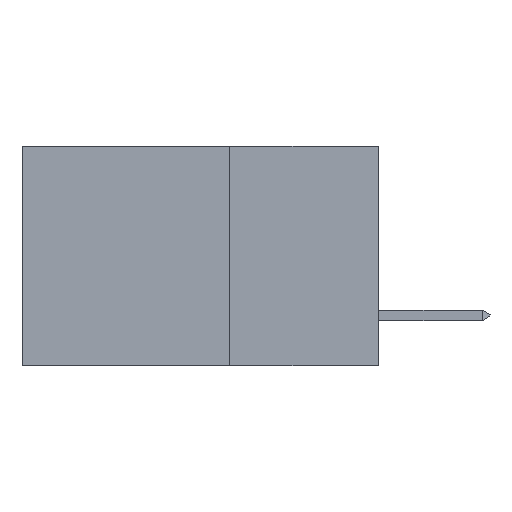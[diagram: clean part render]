
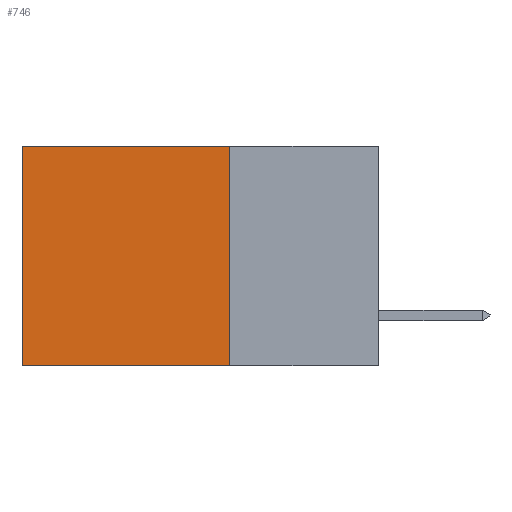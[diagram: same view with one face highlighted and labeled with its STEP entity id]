
A CAD part, left-side view. The second image highlights one B-rep face of the part: STEP entity #746.
In plain terms, the highlighted planar face has unit normal (-1, 0, 0).
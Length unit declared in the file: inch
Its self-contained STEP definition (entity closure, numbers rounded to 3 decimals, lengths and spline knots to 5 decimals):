
#746 = ADVANCED_FACE ( 'NONE', ( #5450 ), #4005, .F. ) ;
#1734 = CARTESIAN_POINT ( 'NONE',  ( 0.2615, 0.25, 0. ) ) ;
#1755 = EDGE_CURVE ( 'NONE', #3371, #1812, #3276, .T. ) ;
#1812 = VERTEX_POINT ( 'NONE', #7288 ) ;
#2147 = ORIENTED_EDGE ( 'NONE', *, *, #1755, .F. ) ;
#2284 = LINE ( 'NONE', #7495, #3645 ) ;
#2315 = EDGE_CURVE ( 'NONE', #1812, #2686, #11799, .T. ) ;
#2686 = VERTEX_POINT ( 'NONE', #6204 ) ;
#2742 = DIRECTION ( 'NONE',  ( 0., 1., 0. ) ) ;
#2828 = LINE ( 'NONE', #15558, #8792 ) ;
#3276 = LINE ( 'NONE', #14982, #7343 ) ;
#3371 = VERTEX_POINT ( 'NONE', #1734 ) ;
#3645 = VECTOR ( 'NONE', #3731, 39.37008 ) ;
#3731 = DIRECTION ( 'NONE',  ( 0., 0., -1. ) ) ;
#4005 = PLANE ( 'NONE',  #16251 ) ;
#4812 = DIRECTION ( 'NONE',  ( 0., 0., -1. ) ) ;
#5450 = FACE_OUTER_BOUND ( 'NONE', #14563, .T. ) ;
#6204 = CARTESIAN_POINT ( 'NONE',  ( 0.2615, 0.6, -0.37 ) ) ;
#6489 = DIRECTION ( 'NONE',  ( 0., 1., 0. ) ) ;
#6631 = VECTOR ( 'NONE', #6489, 39.37008 ) ;
#6826 = DIRECTION ( 'NONE',  ( 0., 0., -1. ) ) ;
#7288 = CARTESIAN_POINT ( 'NONE',  ( 0.2615, 0.25, -0.37 ) ) ;
#7343 = VECTOR ( 'NONE', #4812, 39.37008 ) ;
#7495 = CARTESIAN_POINT ( 'NONE',  ( 0.2615, 0.6, -0.37 ) ) ;
#7598 = CARTESIAN_POINT ( 'NONE',  ( 0.2615, 0.25, -0.37 ) ) ;
#8792 = VECTOR ( 'NONE', #2742, 39.37008 ) ;
#9136 = CARTESIAN_POINT ( 'NONE',  ( 0.2615, 0.25, -0.37 ) ) ;
#9214 = DIRECTION ( 'NONE',  ( 1., 0., 0. ) ) ;
#10537 = ORIENTED_EDGE ( 'NONE', *, *, #13746, .T. ) ;
#10646 = EDGE_CURVE ( 'NONE', #3371, #16177, #2828, .T. ) ;
#11799 = LINE ( 'NONE', #7598, #6631 ) ;
#11871 = ORIENTED_EDGE ( 'NONE', *, *, #2315, .F. ) ;
#12025 = ORIENTED_EDGE ( 'NONE', *, *, #10646, .T. ) ;
#13746 = EDGE_CURVE ( 'NONE', #16177, #2686, #2284, .T. ) ;
#14563 = EDGE_LOOP ( 'NONE', ( #10537, #11871, #2147, #12025 ) ) ;
#14982 = CARTESIAN_POINT ( 'NONE',  ( 0.2615, 0.25, -0.37 ) ) ;
#15558 = CARTESIAN_POINT ( 'NONE',  ( 0.2615, 0.25, 0. ) ) ;
#16177 = VERTEX_POINT ( 'NONE', #16749 ) ;
#16251 = AXIS2_PLACEMENT_3D ( 'NONE', #9136, #9214, #6826 ) ;
#16749 = CARTESIAN_POINT ( 'NONE',  ( 0.2615, 0.6, 0. ) ) ;
